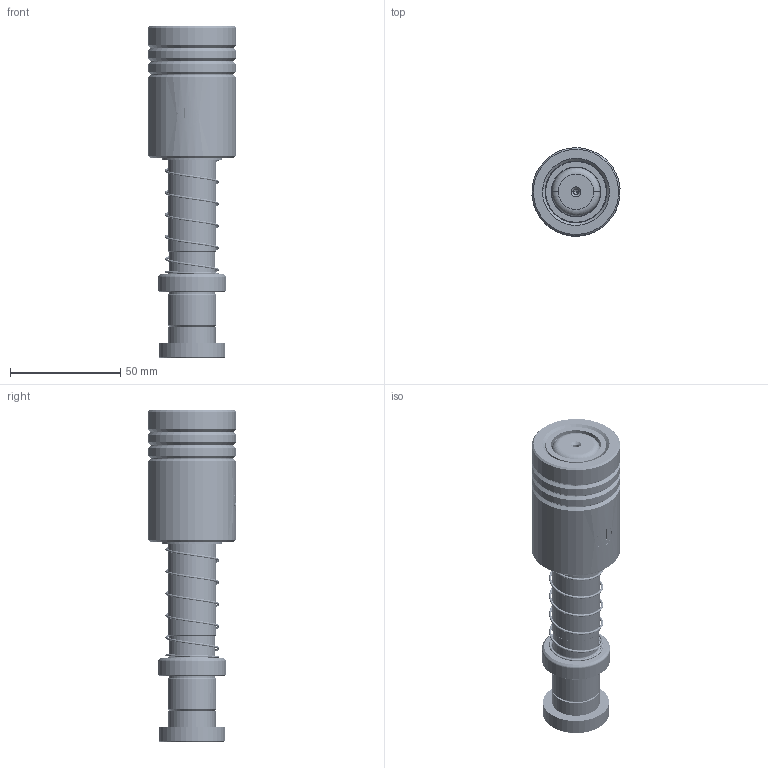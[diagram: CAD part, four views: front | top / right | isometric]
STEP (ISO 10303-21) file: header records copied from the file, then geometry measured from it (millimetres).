
FILE_DESCRIPTION (( 'STEP AP214' ), '1' );
FILE_NAME ('HBSH(HBJH)-D22-L120(BL-60).STEP', '2021-08-13T08:25:36', ( '' ), ( '' ), 'SwSTEP 2.0', 'SolidWorks 2016', '' );
FILE_SCHEMA (( 'AUTOMOTIVE_DESIGN' ));
Length unit declared in the file: millimetre
Products named in the file (301): BALL-D3; BSH-D27.5-22.5-L60郪蚾; BSH-27.5-22.5-L60; HBSH(HBJH)-D22-L120(BL-60); DRP-D22-L120; DRP蹟簽D22; HWP-D24.5-d22.5-L60; TBB-D40-d28-L60
Assembly tree (295 placements, depth 3):
  BALL-D3
  BALL-D3
  BALL-D3
  BALL-D3
  BALL-D3
Bounding box: 39.88 x 39.94 x 150.43 mm (x, y, z)
Volume: 106050.4 mm3; surface area: 53704.7 mm2
Topology: 291 solids, 291 shells, 1288 faces, 5537 edges, 3674 vertices
Faces by surface type: sphere 1144, cylinder 42, cone 40, torus 24, plane 24, bspline 14
Entity records: 56142 total; most frequent: CARTESIAN_POINT 32215, ORIENTED_EDGE 4192, DIRECTION 3608, EDGE_CURVE 2096, AXIS2_PLACEMENT_3D 1745, VERTEX_POINT 1374, EDGE_LOOP 1280, B_SPLINE_CURVE_WITH_KNOTS 1241
